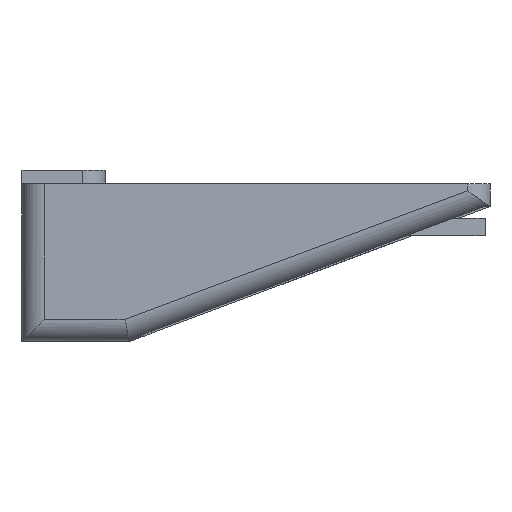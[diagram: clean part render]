
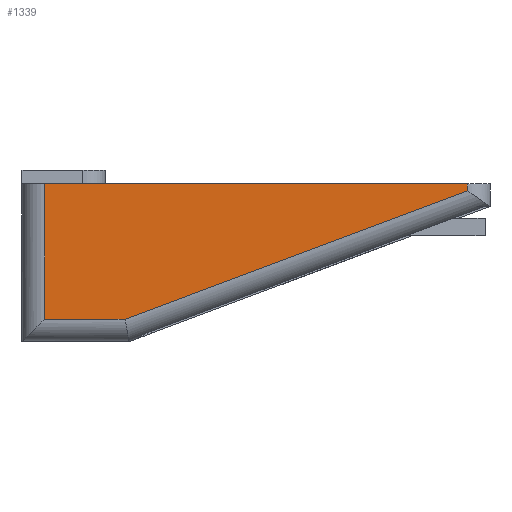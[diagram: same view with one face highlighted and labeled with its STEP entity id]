
A CAD part, front view. The second image highlights one B-rep face of the part: STEP entity #1339.
In plain terms, the highlighted planar face has unit normal (0, -1, 0).
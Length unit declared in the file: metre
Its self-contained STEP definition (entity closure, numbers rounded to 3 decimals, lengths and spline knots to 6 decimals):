
#165=ORIENTED_EDGE('',*,*,#555,.T.);
#166=ORIENTED_EDGE('',*,*,#556,.T.);
#167=ORIENTED_EDGE('',*,*,#535,.T.);
#168=ORIENTED_EDGE('',*,*,#557,.T.);
#169=ORIENTED_EDGE('',*,*,#558,.T.);
#535=EDGE_CURVE('',#732,#731,#851,.T.);
#555=EDGE_CURVE('',#746,#747,#867,.F.);
#556=EDGE_CURVE('',#747,#732,#868,.F.);
#557=EDGE_CURVE('',#731,#748,#869,.T.);
#558=EDGE_CURVE('',#748,#746,#870,.F.);
#731=VERTEX_POINT('',#2046);
#732=VERTEX_POINT('',#2048);
#746=VERTEX_POINT('',#2085);
#747=VERTEX_POINT('',#2086);
#748=VERTEX_POINT('',#2089);
#851=LINE('',#2047,#1014);
#867=LINE('',#2084,#1030);
#868=LINE('',#2087,#1031);
#869=LINE('',#2088,#1032);
#870=LINE('',#2090,#1033);
#1014=VECTOR('',#1624,1.);
#1030=VECTOR('',#1654,1.);
#1031=VECTOR('',#1655,1.);
#1032=VECTOR('',#1656,1.);
#1033=VECTOR('',#1657,1.);
#1135=EDGE_LOOP('',(#165,#166,#167,#168,#169));
#1210=FACE_BOUND('',#1135,.T.);
#1284=PLANE('',#1444);
#1339=ADVANCED_FACE('',(#1210),#1284,.T.);
#1444=AXIS2_PLACEMENT_3D('',#2083,#1652,#1653);
#1624=DIRECTION('',(-1.,0.,0.));
#1652=DIRECTION('',(0.,-1.,0.));
#1653=DIRECTION('',(0.,0.,-1.));
#1654=DIRECTION('',(-0.936,0.,-0.351));
#1655=DIRECTION('',(0.,0.,-1.));
#1656=DIRECTION('',(0.,0.,-1.));
#1657=DIRECTION('',(-1.,0.,0.));
#2046=CARTESIAN_POINT('',(-0.228283,-0.14605,0.04445));
#2047=CARTESIAN_POINT('',(-0.219551,-0.14605,0.04445));
#2048=CARTESIAN_POINT('',(-0.10922,-0.14605,0.04445));
#2083=CARTESIAN_POINT('',(-0.219551,-0.14605,0.04445));
#2084=CARTESIAN_POINT('',(-0.205308,-0.14605,0.006468));
#2085=CARTESIAN_POINT('',(-0.205621,-0.14605,0.00635));
#2086=CARTESIAN_POINT('',(-0.10922,-0.14605,0.042501));
#2087=CARTESIAN_POINT('',(-0.10922,-0.14605,0.04445));
#2088=CARTESIAN_POINT('',(-0.228283,-0.14605,0.));
#2089=CARTESIAN_POINT('',(-0.228283,-0.14605,0.00635));
#2090=CARTESIAN_POINT('',(-0.20447,-0.14605,0.00635));
